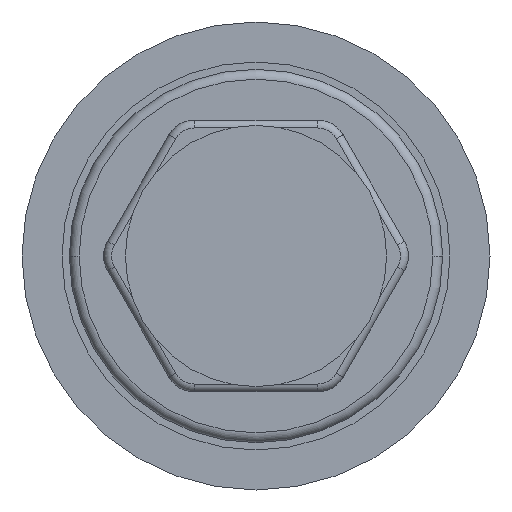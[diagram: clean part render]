
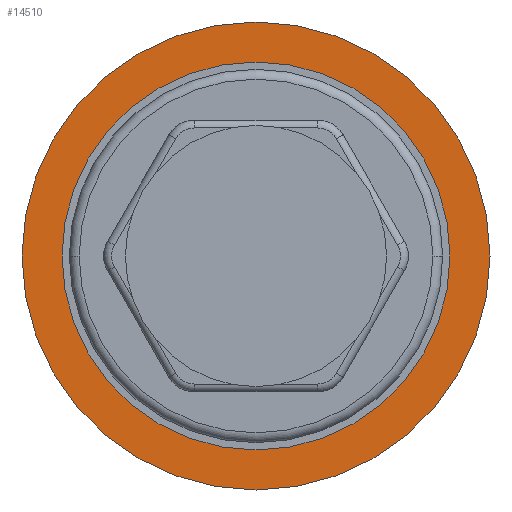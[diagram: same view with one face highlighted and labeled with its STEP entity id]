
A CAD part, front view. The second image highlights one B-rep face of the part: STEP entity #14510.
In plain terms, the highlighted planar face has unit normal (0, -1, 0).
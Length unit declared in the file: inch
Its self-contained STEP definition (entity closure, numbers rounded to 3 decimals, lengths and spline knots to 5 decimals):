
#14463=CARTESIAN_POINT('',(0.,1.568,0.));
#14464=DIRECTION('',(0.,-1.,0.));
#14465=DIRECTION('',(0.,0.,-1.));
#14466=AXIS2_PLACEMENT_3D('',#14463,#14464,#14465);
#14476=CARTESIAN_POINT('',(0.,1.568,0.));
#14477=DIRECTION('',(0.,1.,0.));
#14478=DIRECTION('',(0.,0.,-1.));
#14479=AXIS2_PLACEMENT_3D('',#14476,#14477,#14478);
#14491=CARTESIAN_POINT('',(0.,1.568,-1.1875));
#14493=VERTEX_POINT('',#14491);
#14495=CARTESIAN_POINT('',(0.,1.568,1.1875));
#14497=VERTEX_POINT('',#14495);
#14499=CARTESIAN_POINT('',(0.,1.568,0.));
#14500=DIRECTION('',(0.,-1.,0.));
#14501=DIRECTION('',(0.,0.,1.));
#14502=AXIS2_PLACEMENT_3D('',#14499,#14500,#14501);
#14503=PLANE('',#14502);
#14505=ORIENTED_EDGE('',*,*,#14504,.F.);
#14507=ORIENTED_EDGE('',*,*,#14506,.T.);
#14508=EDGE_LOOP('',(#14505,#14507));
#14509=FACE_OUTER_BOUND('',#14508,.F.);
#14510=ADVANCED_FACE('',(#14509),#14503,.T.);
#14467=CIRCLE('',#14466,1.1875);
#14480=CIRCLE('',#14479,1.1875);
#14504=EDGE_CURVE('',#14493,#14497,#14467,.T.);
#14506=EDGE_CURVE('',#14493,#14497,#14480,.T.);
